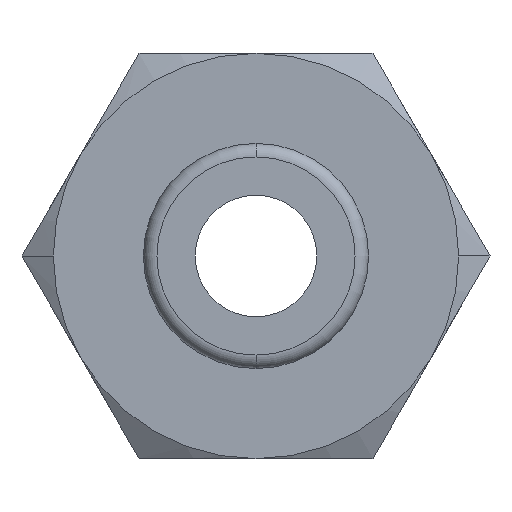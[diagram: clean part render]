
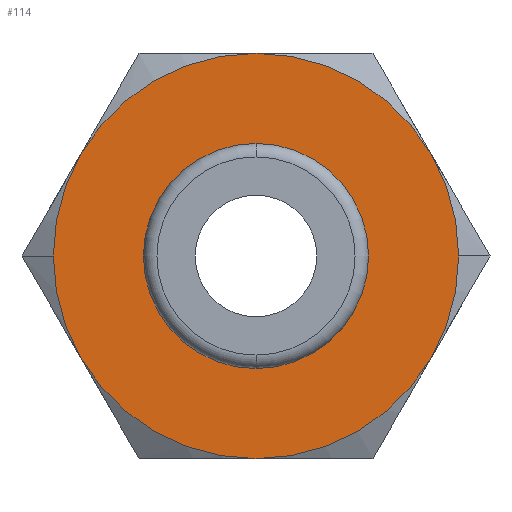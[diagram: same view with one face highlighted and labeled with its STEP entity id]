
A CAD part, front view. The second image highlights one B-rep face of the part: STEP entity #114.
In plain terms, the highlighted planar face has unit normal (0, -1, 0).
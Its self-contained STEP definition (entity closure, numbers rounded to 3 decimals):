
#114=ADVANCED_FACE('',(#243,#244),#245,.T.);
#243=FACE_OUTER_BOUND('',#386,.T.);
#244=FACE_BOUND('',#387,.T.);
#245=PLANE('',#388);
#386=EDGE_LOOP('',(#640,#641,#642,#643,#644,#645,#646,#647));
#387=EDGE_LOOP('',(#648,#649));
#388=AXIS2_PLACEMENT_3D('',#650,#651,#652);
#640=ORIENTED_EDGE('',*,*,#894,.F.);
#641=ORIENTED_EDGE('',*,*,#882,.F.);
#642=ORIENTED_EDGE('',*,*,#913,.F.);
#643=ORIENTED_EDGE('',*,*,#847,.F.);
#644=ORIENTED_EDGE('',*,*,#868,.F.);
#645=ORIENTED_EDGE('',*,*,#914,.F.);
#646=ORIENTED_EDGE('',*,*,#915,.F.);
#647=ORIENTED_EDGE('',*,*,#906,.F.);
#648=ORIENTED_EDGE('',*,*,#880,.F.);
#649=ORIENTED_EDGE('',*,*,#855,.F.);
#650=CARTESIAN_POINT('',(2.25,10.0,0.0));
#651=DIRECTION('',(-0.0,-1.0,-0.0));
#652=DIRECTION('',(-1.0,0.0,0.0));
#847=EDGE_CURVE('',#1008,#1010,#1011,.T.);
#855=EDGE_CURVE('',#1021,#1023,#1024,.T.);
#868=EDGE_CURVE('',#1041,#1008,#1043,.T.);
#880=EDGE_CURVE('',#1023,#1021,#1059,.T.);
#882=EDGE_CURVE('',#985,#1061,#1062,.T.);
#894=EDGE_CURVE('',#1061,#1075,#1079,.T.);
#906=EDGE_CURVE('',#1075,#1082,#1093,.T.);
#913=EDGE_CURVE('',#1010,#985,#1103,.T.);
#914=EDGE_CURVE('',#1096,#1041,#1104,.T.);
#915=EDGE_CURVE('',#1082,#1096,#1105,.T.);
#985=VERTEX_POINT('',#1213);
#1008=VERTEX_POINT('',#1284);
#1010=VERTEX_POINT('',#1287);
#1011=CIRCLE('',#1288,4.5);
#1021=VERTEX_POINT('',#1311);
#1023=VERTEX_POINT('',#1314);
#1024=CIRCLE('',#1315,2.5);
#1041=VERTEX_POINT('',#1335);
#1043=CIRCLE('',#1348,4.5);
#1059=CIRCLE('',#1389,2.5);
#1061=VERTEX_POINT('',#1391);
#1062=CIRCLE('',#1392,4.5);
#1075=VERTEX_POINT('',#1439);
#1079=CIRCLE('',#1455,4.5);
#1082=VERTEX_POINT('',#1458);
#1093=CIRCLE('',#1504,4.5);
#1096=VERTEX_POINT('',#1507);
#1103=CIRCLE('',#1548,4.5);
#1104=CIRCLE('',#1549,4.5);
#1105=CIRCLE('',#1550,4.5);
#1213=CARTESIAN_POINT('',(0.,10.0,4.5));
#1284=CARTESIAN_POINT('',(-4.5,10.0,0.));
#1287=CARTESIAN_POINT('',(-3.897,10.0,2.25));
#1288=AXIS2_PLACEMENT_3D('',#1671,#1672,#1673);
#1311=CARTESIAN_POINT('',(2.5,10.0,0.));
#1314=CARTESIAN_POINT('',(-2.5,10.0,0.));
#1315=AXIS2_PLACEMENT_3D('',#1680,#1681,#1682);
#1335=CARTESIAN_POINT('',(-3.897,10.0,-2.25));
#1348=AXIS2_PLACEMENT_3D('',#1701,#1702,#1703);
#1389=AXIS2_PLACEMENT_3D('',#1716,#1717,#1718);
#1391=CARTESIAN_POINT('',(3.897,10.0,2.25));
#1392=AXIS2_PLACEMENT_3D('',#1719,#1720,#1721);
#1439=CARTESIAN_POINT('',(4.5,10.0,0.));
#1455=AXIS2_PLACEMENT_3D('',#1730,#1731,#1732);
#1458=CARTESIAN_POINT('',(3.897,10.0,-2.25));
#1504=AXIS2_PLACEMENT_3D('',#1741,#1742,#1743);
#1507=CARTESIAN_POINT('',(0.0,10.0,-4.5));
#1548=AXIS2_PLACEMENT_3D('',#1745,#1746,#1747);
#1549=AXIS2_PLACEMENT_3D('',#1748,#1749,#1750);
#1550=AXIS2_PLACEMENT_3D('',#1751,#1752,#1753);
#1671=CARTESIAN_POINT('',(0.0,10.0,0.0));
#1672=DIRECTION('',(-0.0,1.0,0.0));
#1673=DIRECTION('',(1.0,0.0,0.0));
#1680=CARTESIAN_POINT('',(0.0,10.0,0.0));
#1681=DIRECTION('',(0.0,-1.0,0.0));
#1682=DIRECTION('',(1.0,0.0,0.0));
#1701=CARTESIAN_POINT('',(0.0,10.0,0.0));
#1702=DIRECTION('',(-0.0,1.0,0.0));
#1703=DIRECTION('',(1.0,0.0,0.0));
#1716=CARTESIAN_POINT('',(0.0,10.0,0.0));
#1717=DIRECTION('',(0.0,-1.0,0.0));
#1718=DIRECTION('',(1.0,0.0,0.0));
#1719=CARTESIAN_POINT('',(0.0,10.0,0.0));
#1720=DIRECTION('',(-0.0,1.0,0.0));
#1721=DIRECTION('',(1.0,0.0,0.0));
#1730=CARTESIAN_POINT('',(0.0,10.0,0.0));
#1731=DIRECTION('',(-0.0,1.0,0.0));
#1732=DIRECTION('',(1.0,0.0,0.0));
#1741=CARTESIAN_POINT('',(0.0,10.0,0.0));
#1742=DIRECTION('',(-0.0,1.0,0.0));
#1743=DIRECTION('',(1.0,0.0,0.0));
#1745=CARTESIAN_POINT('',(0.0,10.0,0.0));
#1746=DIRECTION('',(-0.0,1.0,0.0));
#1747=DIRECTION('',(1.0,0.0,0.0));
#1748=CARTESIAN_POINT('',(0.0,10.0,0.0));
#1749=DIRECTION('',(-0.0,1.0,0.0));
#1750=DIRECTION('',(1.0,0.0,0.0));
#1751=CARTESIAN_POINT('',(0.0,10.0,0.0));
#1752=DIRECTION('',(-0.0,1.0,0.0));
#1753=DIRECTION('',(1.0,0.0,0.0));
